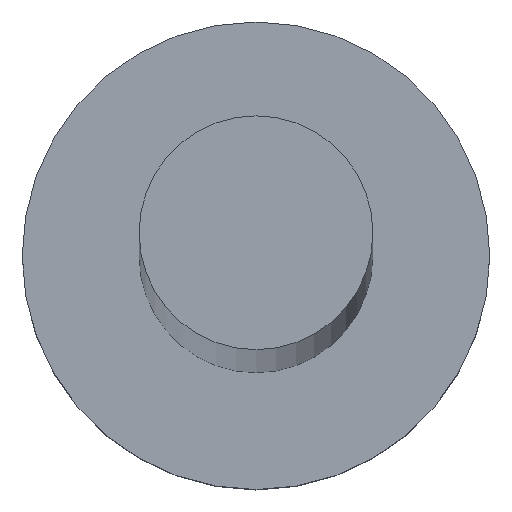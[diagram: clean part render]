
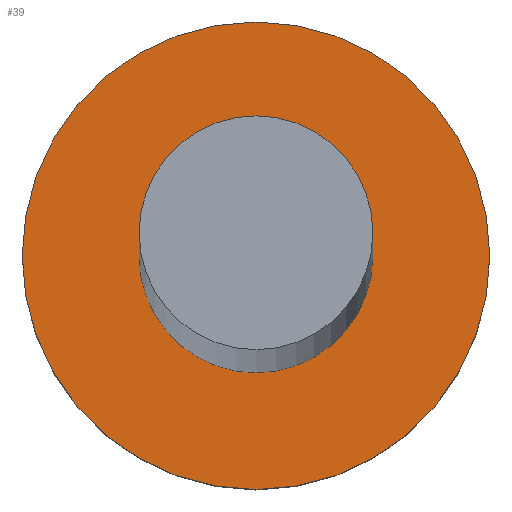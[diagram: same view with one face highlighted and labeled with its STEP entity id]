
A CAD part, top view. The second image highlights one B-rep face of the part: STEP entity #39.
In plain terms, the highlighted planar face has unit normal (0, 0, 1).
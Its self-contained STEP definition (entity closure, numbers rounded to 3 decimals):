
#8 = DIRECTION ( 'NONE',  ( 0., 0., 1. ) ) ;
#11 = EDGE_CURVE ( 'NONE', #198, #74, #241, .T. ) ;
#12 = EDGE_LOOP ( 'NONE', ( #54, #33 ) ) ;
#15 = DIRECTION ( 'NONE',  ( 1., 0., 0. ) ) ;
#16 = ORIENTED_EDGE ( 'NONE', *, *, #234, .T. ) ;
#28 = AXIS2_PLACEMENT_3D ( 'NONE', #214, #35, #15 ) ;
#33 = ORIENTED_EDGE ( 'NONE', *, *, #194, .F. ) ;
#35 = DIRECTION ( 'NONE',  ( 0., 0., 1. ) ) ;
#39 = ADVANCED_FACE ( 'NONE', ( #60, #201 ), #185, .T. ) ;
#52 = EDGE_LOOP ( 'NONE', ( #174, #16 ) ) ;
#54 = ORIENTED_EDGE ( 'NONE', *, *, #65, .F. ) ;
#60 = FACE_BOUND ( 'NONE', #12, .T. ) ;
#61 = AXIS2_PLACEMENT_3D ( 'NONE', #64, #139, #233 ) ;
#62 = CARTESIAN_POINT ( 'NONE',  ( 1., 0., 2. ) ) ;
#63 = DIRECTION ( 'NONE',  ( 1., 0., 0. ) ) ;
#64 = CARTESIAN_POINT ( 'NONE',  ( 0., 0., 2. ) ) ;
#65 = EDGE_CURVE ( 'NONE', #213, #136, #200, .T. ) ;
#71 = DIRECTION ( 'NONE',  ( 1., 0., 0. ) ) ;
#74 = VERTEX_POINT ( 'NONE', #143 ) ;
#98 = AXIS2_PLACEMENT_3D ( 'NONE', #141, #162, #63 ) ;
#106 = CARTESIAN_POINT ( 'NONE',  ( -1., 0., 2. ) ) ;
#124 = CARTESIAN_POINT ( 'NONE',  ( 0., 0., 2. ) ) ;
#136 = VERTEX_POINT ( 'NONE', #62 ) ;
#139 = DIRECTION ( 'NONE',  ( 0., 0., 1. ) ) ;
#141 = CARTESIAN_POINT ( 'NONE',  ( 0., 0., 2. ) ) ;
#143 = CARTESIAN_POINT ( 'NONE',  ( 2., 0., 2. ) ) ;
#144 = CIRCLE ( 'NONE', #150, 2. ) ;
#150 = AXIS2_PLACEMENT_3D ( 'NONE', #124, #8, #71 ) ;
#162 = DIRECTION ( 'NONE',  ( 0., 0., 1. ) ) ;
#167 = DIRECTION ( 'NONE',  ( 1., 0., 0. ) ) ;
#174 = ORIENTED_EDGE ( 'NONE', *, *, #11, .T. ) ;
#184 = CARTESIAN_POINT ( 'NONE',  ( 0., 0., 2. ) ) ;
#185 = PLANE ( 'NONE',  #193 ) ;
#189 = CIRCLE ( 'NONE', #98, 1. ) ;
#193 = AXIS2_PLACEMENT_3D ( 'NONE', #184, #216, #167 ) ;
#194 = EDGE_CURVE ( 'NONE', #136, #213, #189, .T. ) ;
#198 = VERTEX_POINT ( 'NONE', #219 ) ;
#200 = CIRCLE ( 'NONE', #61, 1. ) ;
#201 = FACE_OUTER_BOUND ( 'NONE', #52, .T. ) ;
#213 = VERTEX_POINT ( 'NONE', #106 ) ;
#214 = CARTESIAN_POINT ( 'NONE',  ( 0., 0., 2. ) ) ;
#216 = DIRECTION ( 'NONE',  ( 0., 0., 1. ) ) ;
#219 = CARTESIAN_POINT ( 'NONE',  ( -2., 0., 2. ) ) ;
#233 = DIRECTION ( 'NONE',  ( 1., 0., 0. ) ) ;
#234 = EDGE_CURVE ( 'NONE', #74, #198, #144, .T. ) ;
#241 = CIRCLE ( 'NONE', #28, 2. ) ;
